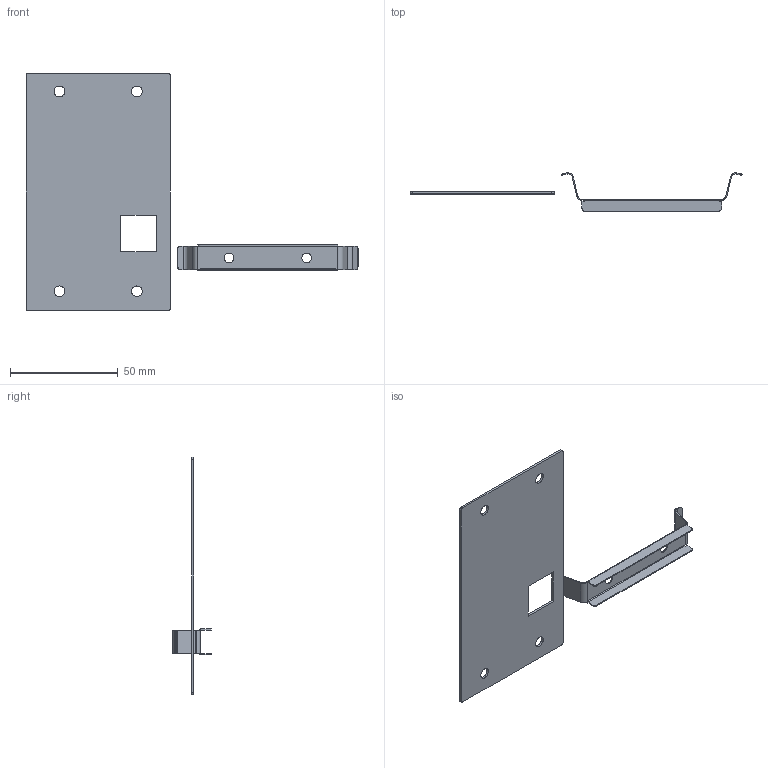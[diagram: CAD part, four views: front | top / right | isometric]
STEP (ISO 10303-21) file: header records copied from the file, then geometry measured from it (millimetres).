
FILE_DESCRIPTION (( 'STEP AP214' ), '1' );
FILE_NAME ('GS4-BZLl.STEP', '2017-05-23T11:17:52', ( '' ), ( '' ), 'SwSTEP 2.0', 'SolidWorks 2015', '' );
FILE_SCHEMA (( 'AUTOMOTIVE_DESIGN' ));
Length unit declared in the file: millimetre
Products named in the file (1): GS4-BZLl
Bounding box: 154.12 x 17.8 x 110.4 mm (x, y, z)
Volume: 7922 mm3; surface area: 18213.1 mm2
Topology: 2 solids, 2 shells, 84 faces, 236 edges, 156 vertices
Faces by surface type: plane 44, cylinder 36, torus 4
Entity records: 2815 total; most frequent: CARTESIAN_POINT 501, DIRECTION 482, ORIENTED_EDGE 472, EDGE_CURVE 236, AXIS2_PLACEMENT_3D 165, VERTEX_POINT 156, VECTOR 152, LINE 152
